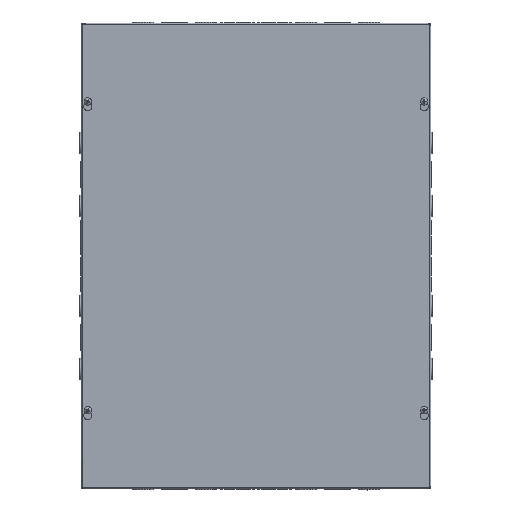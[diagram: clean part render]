
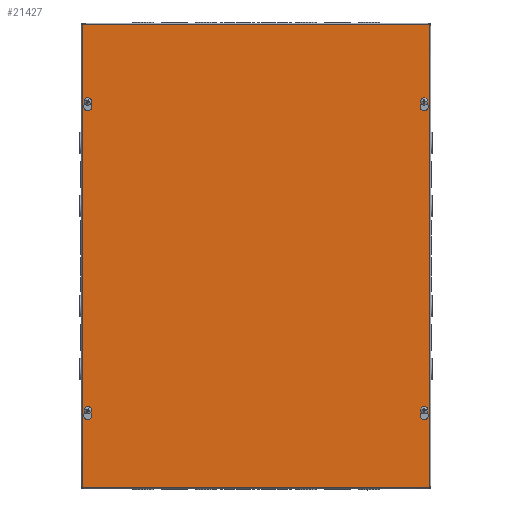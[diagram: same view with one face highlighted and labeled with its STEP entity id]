
A CAD part, top view. The second image highlights one B-rep face of the part: STEP entity #21427.
In plain terms, the highlighted planar face has unit normal (0, 0, 1).
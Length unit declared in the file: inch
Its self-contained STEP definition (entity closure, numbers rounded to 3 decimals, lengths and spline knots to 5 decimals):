
#2290=LINE($,#35117,#4420);
#2294=LINE($,#35127,#4424);
#2297=LINE($,#35135,#4427);
#2301=LINE($,#35147,#4431);
#2306=LINE($,#35165,#4436);
#2310=LINE($,#35175,#4440);
#2313=LINE($,#35183,#4443);
#2317=LINE($,#35195,#4447);
#2319=LINE($,#35203,#4449);
#2323=LINE($,#35211,#4453);
#2326=LINE($,#35217,#4456);
#2329=LINE($,#35222,#4459);
#4420=VECTOR($,#28219,0.26996);
#4424=VECTOR($,#28231,0.26996);
#4427=VECTOR($,#28236,0.26996);
#4431=VECTOR($,#28248,0.26996);
#4436=VECTOR($,#28267,0.26996);
#4440=VECTOR($,#28279,0.26996);
#4443=VECTOR($,#28284,0.26996);
#4447=VECTOR($,#28296,0.26996);
#4449=VECTOR($,#28306,24.);
#4453=VECTOR($,#28312,18.);
#4456=VECTOR($,#28317,24.);
#4459=VECTOR($,#28322,18.);
#5059=FACE_BOUND($,#7526,.T.);
#5060=FACE_BOUND($,#7527,.T.);
#5061=FACE_BOUND($,#7528,.T.);
#5062=FACE_BOUND($,#7529,.T.);
#5063=FACE_BOUND($,#7530,.T.);
#7526=EDGE_LOOP($,(#18155,#18156,#18157,#18158));
#7527=EDGE_LOOP($,(#18159,#18160,#18161,#18162));
#7528=EDGE_LOOP($,(#18163,#18164,#18165,#18166));
#7529=EDGE_LOOP($,(#18167,#18168,#18169,#18170));
#7530=EDGE_LOOP($,(#18171,#18172,#18173,#18174));
#8005=CIRCLE($,#22991,0.203);
#8007=CIRCLE($,#22995,0.125);
#8009=CIRCLE($,#23000,0.125);
#8011=CIRCLE($,#23004,0.203);
#8013=CIRCLE($,#23007,0.203);
#8015=CIRCLE($,#23011,0.125);
#8017=CIRCLE($,#23016,0.125);
#8019=CIRCLE($,#23020,0.203);
#9710=VERTEX_POINT($,#35108);
#9711=VERTEX_POINT($,#35110);
#9713=VERTEX_POINT($,#35116);
#9715=VERTEX_POINT($,#35122);
#9718=VERTEX_POINT($,#35132);
#9719=VERTEX_POINT($,#35134);
#9721=VERTEX_POINT($,#35140);
#9723=VERTEX_POINT($,#35146);
#9726=VERTEX_POINT($,#35156);
#9727=VERTEX_POINT($,#35158);
#9729=VERTEX_POINT($,#35164);
#9731=VERTEX_POINT($,#35170);
#9734=VERTEX_POINT($,#35180);
#9735=VERTEX_POINT($,#35182);
#9737=VERTEX_POINT($,#35188);
#9739=VERTEX_POINT($,#35194);
#9740=VERTEX_POINT($,#35201);
#9741=VERTEX_POINT($,#35202);
#9744=VERTEX_POINT($,#35210);
#9746=VERTEX_POINT($,#35216);
#12386=EDGE_CURVE($,#9711,#9710,#8005,.T.);
#12389=EDGE_CURVE($,#9713,#9711,#2290,.T.);
#12392=EDGE_CURVE($,#9715,#9713,#8007,.T.);
#12395=EDGE_CURVE($,#9710,#9715,#2294,.T.);
#12398=EDGE_CURVE($,#9719,#9718,#2297,.T.);
#12401=EDGE_CURVE($,#9721,#9719,#8009,.T.);
#12404=EDGE_CURVE($,#9723,#9721,#2301,.T.);
#12407=EDGE_CURVE($,#9718,#9723,#8011,.T.);
#12410=EDGE_CURVE($,#9727,#9726,#8013,.T.);
#12413=EDGE_CURVE($,#9729,#9727,#2306,.T.);
#12416=EDGE_CURVE($,#9731,#9729,#8015,.T.);
#12419=EDGE_CURVE($,#9726,#9731,#2310,.T.);
#12422=EDGE_CURVE($,#9735,#9734,#2313,.T.);
#12425=EDGE_CURVE($,#9737,#9735,#8017,.T.);
#12428=EDGE_CURVE($,#9739,#9737,#2317,.T.);
#12431=EDGE_CURVE($,#9734,#9739,#8019,.T.);
#12432=EDGE_CURVE($,#9740,#9741,#2319,.T.);
#12436=EDGE_CURVE($,#9741,#9744,#2323,.T.);
#12439=EDGE_CURVE($,#9744,#9746,#2326,.T.);
#12442=EDGE_CURVE($,#9746,#9740,#2329,.T.);
#18155=ORIENTED_EDGE($,*,*,#12386,.T.);
#18156=ORIENTED_EDGE($,*,*,#12395,.T.);
#18157=ORIENTED_EDGE($,*,*,#12392,.T.);
#18158=ORIENTED_EDGE($,*,*,#12389,.T.);
#18159=ORIENTED_EDGE($,*,*,#12398,.T.);
#18160=ORIENTED_EDGE($,*,*,#12407,.T.);
#18161=ORIENTED_EDGE($,*,*,#12404,.T.);
#18162=ORIENTED_EDGE($,*,*,#12401,.T.);
#18163=ORIENTED_EDGE($,*,*,#12410,.T.);
#18164=ORIENTED_EDGE($,*,*,#12419,.T.);
#18165=ORIENTED_EDGE($,*,*,#12416,.T.);
#18166=ORIENTED_EDGE($,*,*,#12413,.T.);
#18167=ORIENTED_EDGE($,*,*,#12422,.T.);
#18168=ORIENTED_EDGE($,*,*,#12431,.T.);
#18169=ORIENTED_EDGE($,*,*,#12428,.T.);
#18170=ORIENTED_EDGE($,*,*,#12425,.T.);
#18171=ORIENTED_EDGE($,*,*,#12432,.F.);
#18172=ORIENTED_EDGE($,*,*,#12442,.F.);
#18173=ORIENTED_EDGE($,*,*,#12439,.F.);
#18174=ORIENTED_EDGE($,*,*,#12436,.F.);
#19121=PLANE($,#23025);
#21427=ADVANCED_FACE($,(#5059,#5060,#5061,#5062,#5063),#19121,.T.);
#22991=AXIS2_PLACEMENT_3D($,#35111,#28213,#28214);
#22995=AXIS2_PLACEMENT_3D($,#35123,#28225,#28226);
#23000=AXIS2_PLACEMENT_3D($,#35141,#28242,#28243);
#23004=AXIS2_PLACEMENT_3D($,#35151,#28254,#28255);
#23007=AXIS2_PLACEMENT_3D($,#35159,#28261,#28262);
#23011=AXIS2_PLACEMENT_3D($,#35171,#28273,#28274);
#23016=AXIS2_PLACEMENT_3D($,#35189,#28290,#28291);
#23020=AXIS2_PLACEMENT_3D($,#35199,#28302,#28303);
#23025=AXIS2_PLACEMENT_3D($,#35224,#28324,#28325);
#28213=DIRECTION('center_axis',(0.,0.,-1.));
#28214=DIRECTION('ref_axis',(-0.961,0.278,0.));
#28219=DIRECTION($,(0.278,-0.961,0.));
#28225=DIRECTION('center_axis',(0.,0.,-1.));
#28226=DIRECTION('ref_axis',(0.961,0.278,0.));
#28231=DIRECTION($,(0.278,0.961,0.));
#28236=DIRECTION($,(0.278,-0.961,0.));
#28242=DIRECTION('center_axis',(0.,0.,-1.));
#28243=DIRECTION('ref_axis',(0.961,0.278,0.));
#28248=DIRECTION($,(0.278,0.961,0.));
#28254=DIRECTION('center_axis',(0.,0.,-1.));
#28255=DIRECTION('ref_axis',(-0.961,0.278,0.));
#28261=DIRECTION('center_axis',(0.,0.,-1.));
#28262=DIRECTION('ref_axis',(-0.961,0.278,0.));
#28267=DIRECTION($,(0.278,-0.961,0.));
#28273=DIRECTION('center_axis',(0.,0.,-1.));
#28274=DIRECTION('ref_axis',(0.961,0.278,0.));
#28279=DIRECTION($,(0.278,0.961,0.));
#28284=DIRECTION($,(0.278,-0.961,0.));
#28290=DIRECTION('center_axis',(0.,0.,-1.));
#28291=DIRECTION('ref_axis',(0.961,0.278,0.));
#28296=DIRECTION($,(0.278,0.961,0.));
#28302=DIRECTION('center_axis',(0.,0.,-1.));
#28303=DIRECTION('ref_axis',(-0.961,0.278,0.));
#28306=DIRECTION($,(0.,-1.,0.));
#28312=DIRECTION($,(-1.,0.,0.));
#28317=DIRECTION($,(0.,1.,0.));
#28322=DIRECTION($,(1.,0.,0.));
#28324=DIRECTION('center_axis',(0.,0.,1.));
#28325=DIRECTION('ref_axis',(1.,0.,0.));
#35108=CARTESIAN_POINT('',(8.52373,-8.22465,0.074));
#35110=CARTESIAN_POINT('',(8.91377,-8.22465,0.074));
#35111=CARTESIAN_POINT('Origin',(8.71875,-8.281,0.074));
#35116=CARTESIAN_POINT('',(8.83884,-7.9653,0.074));
#35117=CARTESIAN_POINT($,(7.47372,-3.24066,0.074));
#35122=CARTESIAN_POINT('',(8.59866,-7.9653,0.074));
#35123=CARTESIAN_POINT('Origin',(8.71875,-8.,0.074));
#35127=CARTESIAN_POINT($,(9.32946,-5.43603,0.074));
#35132=CARTESIAN_POINT('',(-8.52373,-8.22465,0.074));
#35134=CARTESIAN_POINT('',(-8.59866,-7.9653,0.074));
#35135=CARTESIAN_POINT($,(-9.29199,-5.5657,0.074));
#35140=CARTESIAN_POINT('',(-8.83884,-7.9653,0.074));
#35141=CARTESIAN_POINT('Origin',(-8.71875,-8.,0.074));
#35146=CARTESIAN_POINT('',(-8.91377,-8.22465,0.074));
#35147=CARTESIAN_POINT($,(-7.43626,-3.11098,0.074));
#35151=CARTESIAN_POINT('Origin',(-8.71875,-8.281,0.074));
#35156=CARTESIAN_POINT('',(8.52373,7.77535,0.074));
#35158=CARTESIAN_POINT('',(8.91377,7.77535,0.074));
#35159=CARTESIAN_POINT('Origin',(8.71875,7.719,0.074));
#35164=CARTESIAN_POINT('',(8.83884,8.0347,0.074));
#35165=CARTESIAN_POINT($,(9.6071,5.37575,0.074));
#35170=CARTESIAN_POINT('',(8.59866,8.0347,0.074));
#35171=CARTESIAN_POINT('Origin',(8.71875,8.,0.074));
#35175=CARTESIAN_POINT($,(7.19608,3.18038,0.074));
#35180=CARTESIAN_POINT('',(-8.52373,7.77535,0.074));
#35182=CARTESIAN_POINT('',(-8.59866,8.0347,0.074));
#35183=CARTESIAN_POINT($,(-7.15861,3.0507,0.074));
#35188=CARTESIAN_POINT('',(-8.83884,8.0347,0.074));
#35189=CARTESIAN_POINT('Origin',(-8.71875,8.,0.074));
#35194=CARTESIAN_POINT('',(-8.91377,7.77535,0.074));
#35195=CARTESIAN_POINT($,(-9.56963,5.50542,0.074));
#35199=CARTESIAN_POINT('Origin',(-8.71875,7.719,0.074));
#35201=CARTESIAN_POINT('',(9.,12.,0.074));
#35202=CARTESIAN_POINT('',(9.,-12.,0.074));
#35203=CARTESIAN_POINT($,(9.,12.,0.074));
#35210=CARTESIAN_POINT('',(-9.,-12.,0.074));
#35211=CARTESIAN_POINT($,(9.,-12.,0.074));
#35216=CARTESIAN_POINT('',(-9.,12.,0.074));
#35217=CARTESIAN_POINT($,(-9.,-12.,0.074));
#35222=CARTESIAN_POINT($,(-9.,12.,0.074));
#35224=CARTESIAN_POINT('Origin',(0.,0.,
0.074));
